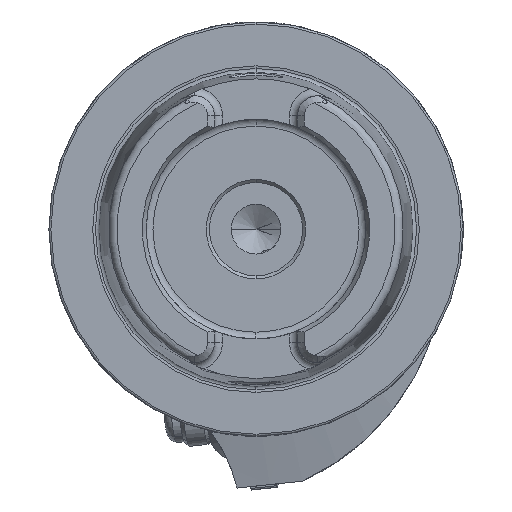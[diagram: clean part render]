
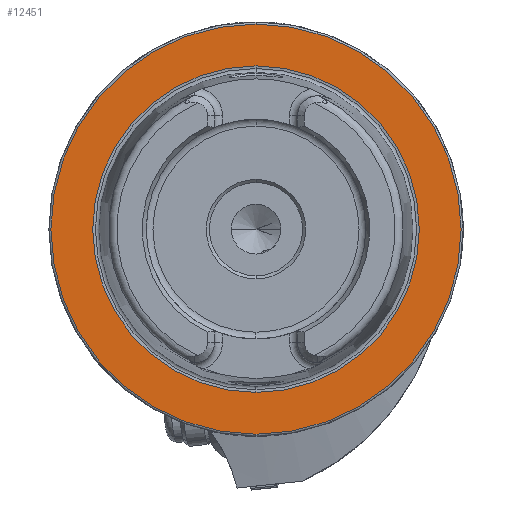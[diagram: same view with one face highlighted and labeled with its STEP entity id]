
A CAD part, left-side view. The second image highlights one B-rep face of the part: STEP entity #12451.
In plain terms, the highlighted planar face has unit normal (-1, 0, 0).
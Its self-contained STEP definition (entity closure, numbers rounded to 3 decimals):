
#466 = EDGE_LOOP ( 'NONE', ( #6201, #6593 ) ) ;
#1094 = FACE_BOUND ( 'NONE', #8953, .T. ) ;
#1491 = DIRECTION ( 'NONE',  ( 0., 0., -1. ) ) ;
#2556 = CARTESIAN_POINT ( 'NONE',  ( 0., 0., 0. ) ) ;
#2912 = DIRECTION ( 'NONE',  ( 1., 0., 0. ) ) ;
#3204 = DIRECTION ( 'NONE',  ( -1., 0., 0. ) ) ;
#3216 = EDGE_CURVE ( 'NONE', #13907, #3684, #7914, .T. ) ;
#3228 = CIRCLE ( 'NONE', #10460, 39.405 ) ;
#3244 = DIRECTION ( 'NONE',  ( 0., 0., 1. ) ) ;
#3253 = AXIS2_PLACEMENT_3D ( 'NONE', #3264, #3204, #10070 ) ;
#3264 = CARTESIAN_POINT ( 'NONE',  ( 0., 0., 0. ) ) ;
#3420 = CARTESIAN_POINT ( 'NONE',  ( 0., 0., 0. ) ) ;
#3684 = VERTEX_POINT ( 'NONE', #5265 ) ;
#4179 = EDGE_CURVE ( 'NONE', #7539, #16889, #17623, .T. ) ;
#4223 = PLANE ( 'NONE',  #14598 ) ;
#4439 = EDGE_CURVE ( 'NONE', #3684, #13907, #11057, .T. ) ;
#5265 = CARTESIAN_POINT ( 'NONE',  ( 0., 0., -49.5 ) ) ;
#5334 = DIRECTION ( 'NONE',  ( -1., 0., 0. ) ) ;
#6201 = ORIENTED_EDGE ( 'NONE', *, *, #3216, .T. ) ;
#6203 = CARTESIAN_POINT ( 'NONE',  ( 0., 0., 49.5 ) ) ;
#6593 = ORIENTED_EDGE ( 'NONE', *, *, #4439, .T. ) ;
#7151 = AXIS2_PLACEMENT_3D ( 'NONE', #2556, #5334, #16291 ) ;
#7539 = VERTEX_POINT ( 'NONE', #12273 ) ;
#7914 = CIRCLE ( 'NONE', #7151, 49.5 ) ;
#8953 = EDGE_LOOP ( 'NONE', ( #13310, #12134 ) ) ;
#10070 = DIRECTION ( 'NONE',  ( 0., 0., 1. ) ) ;
#10233 = CARTESIAN_POINT ( 'NONE',  ( 0., 0., 0. ) ) ;
#10460 = AXIS2_PLACEMENT_3D ( 'NONE', #3420, #16419, #12491 ) ;
#11057 = CIRCLE ( 'NONE', #15235, 49.5 ) ;
#11645 = DIRECTION ( 'NONE',  ( -1., 0., 0. ) ) ;
#11866 = FACE_OUTER_BOUND ( 'NONE', #466, .T. ) ;
#12134 = ORIENTED_EDGE ( 'NONE', *, *, #4179, .F. ) ;
#12273 = CARTESIAN_POINT ( 'NONE',  ( 0., 0., -39.405 ) ) ;
#12451 = ADVANCED_FACE ( 'NONE', ( #1094, #11866 ), #4223, .F. ) ;
#12491 = DIRECTION ( 'NONE',  ( 0., 0., 1. ) ) ;
#13310 = ORIENTED_EDGE ( 'NONE', *, *, #17889, .F. ) ;
#13907 = VERTEX_POINT ( 'NONE', #6203 ) ;
#14190 = CARTESIAN_POINT ( 'NONE',  ( 0., 49.5, 0. ) ) ;
#14598 = AXIS2_PLACEMENT_3D ( 'NONE', #14190, #2912, #1491 ) ;
#15095 = CARTESIAN_POINT ( 'NONE',  ( 0., 0., 39.405 ) ) ;
#15235 = AXIS2_PLACEMENT_3D ( 'NONE', #10233, #11645, #3244 ) ;
#16291 = DIRECTION ( 'NONE',  ( 0., 0., 1. ) ) ;
#16419 = DIRECTION ( 'NONE',  ( -1., 0., 0. ) ) ;
#16889 = VERTEX_POINT ( 'NONE', #15095 ) ;
#17623 = CIRCLE ( 'NONE', #3253, 39.405 ) ;
#17889 = EDGE_CURVE ( 'NONE', #16889, #7539, #3228, .T. ) ;
